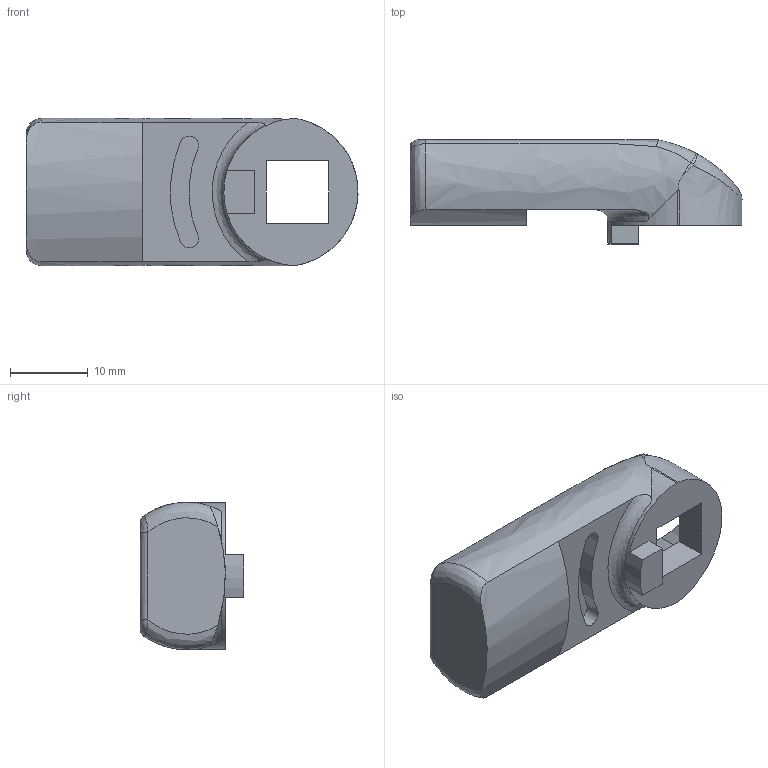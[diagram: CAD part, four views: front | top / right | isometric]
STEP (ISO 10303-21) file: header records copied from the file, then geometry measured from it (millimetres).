
FILE_DESCRIPTION((''),'2;1');
FILE_NAME('','2006-10-27T18:54:22',(''),(''),'','CADfix','');
FILE_SCHEMA(('AUTOMOTIVE_DESIGN'));
Length unit declared in the file: millimetre
Products named in the file (1): cam
Bounding box: 42.8 x 13.4 x 19 mm (x, y, z)
Volume: 4986 mm3; surface area: 3226.6 mm2
Topology: 1 solids, 1 shells, 95 faces, 226 edges, 136 vertices
Faces by surface type: bspline 95
Entity records: 6224 total; most frequent: CARTESIAN_POINT 4928, ORIENTED_EDGE 452, EDGE_CURVE 226, VERTEX_POINT 136, EDGE_LOOP 100, FACE_OUTER_BOUND 95, ADVANCED_FACE 95, QUASI_UNIFORM_CURVE 92
